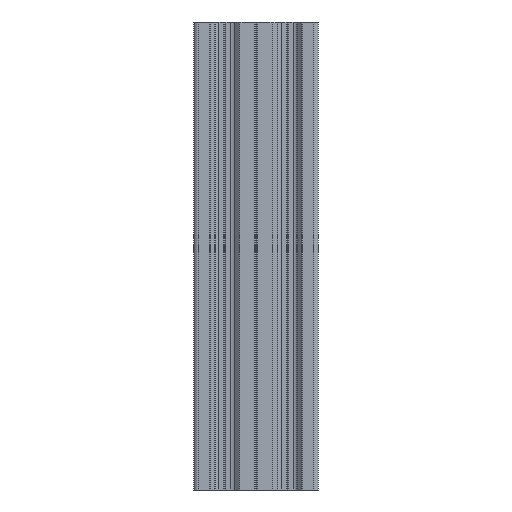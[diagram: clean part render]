
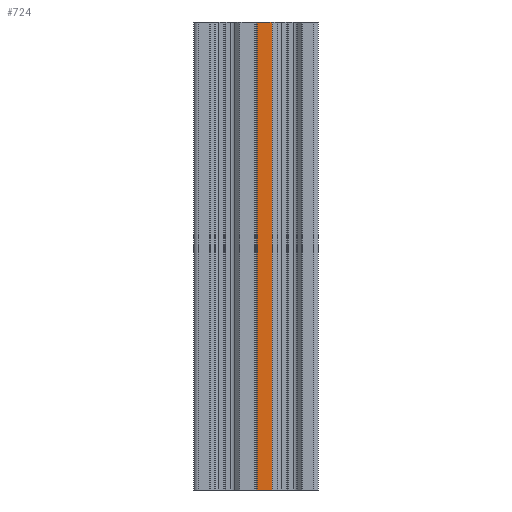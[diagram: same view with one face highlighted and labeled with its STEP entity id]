
A CAD part, front view. The second image highlights one B-rep face of the part: STEP entity #724.
In plain terms, the highlighted planar face has unit normal (0, -1, 0).
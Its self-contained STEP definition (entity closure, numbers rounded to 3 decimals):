
#724=ADVANCED_FACE('',(#3064),#3066,.T.);
#3064=FACE_BOUND('',#3065,.T.);
#3065=EDGE_LOOP('',(#5300,#5301,#5302,#5303));
#3066=PLANE('',#3067);
#3067=AXIS2_PLACEMENT_3D('',#3068,#3069,#3070);
#3068=CARTESIAN_POINT('',(10.3,-30.,-150.));
#3069=DIRECTION('',(0.,-1.,0.));
#3070=DIRECTION('',(1.,0.,0.));
#5300=ORIENTED_EDGE('',*,*,#6773,.F.);
#5301=ORIENTED_EDGE('',*,*,#6232,.T.);
#5302=ORIENTED_EDGE('',*,*,#6774,.T.);
#5303=ORIENTED_EDGE('',*,*,#6456,.F.);
#6232=EDGE_CURVE('',#7183,#7181,#7184,.T.);
#6456=EDGE_CURVE('',#7629,#7631,#7632,.T.);
#6773=EDGE_CURVE('',#7183,#7629,#8129,.T.);
#6774=EDGE_CURVE('',#7181,#7631,#8130,.T.);
#7181=VERTEX_POINT('',#8876);
#7183=VERTEX_POINT('',#8881);
#7184=LINE('',#8882,#8883);
#7629=VERTEX_POINT('',#9881);
#7631=VERTEX_POINT('',#9886);
#7632=LINE('',#9887,#9888);
#8129=LINE('',#11107,#11108);
#8130=LINE('',#11110,#11111);
#8876=CARTESIAN_POINT('',(15.17,-30.,-150.));
#8881=CARTESIAN_POINT('',(10.376,-30.,-150.));
#8882=CARTESIAN_POINT('',(10.376,-30.,-150.));
#8883=VECTOR('',#8884,1.);
#8884=DIRECTION('',(1.,0.,0.));
#9881=CARTESIAN_POINT('',(10.376,-30.,0.));
#9886=CARTESIAN_POINT('',(15.17,-30.,0.));
#9887=CARTESIAN_POINT('',(10.376,-30.,0.));
#9888=VECTOR('',#9889,1.);
#9889=DIRECTION('',(1.,0.,0.));
#11107=CARTESIAN_POINT('',(10.376,-30.,-150.));
#11108=VECTOR('',#11109,1.);
#11109=DIRECTION('',(0.,0.,1.));
#11110=CARTESIAN_POINT('',(15.17,-30.,-150.));
#11111=VECTOR('',#11112,1.);
#11112=DIRECTION('',(0.,0.,1.));
